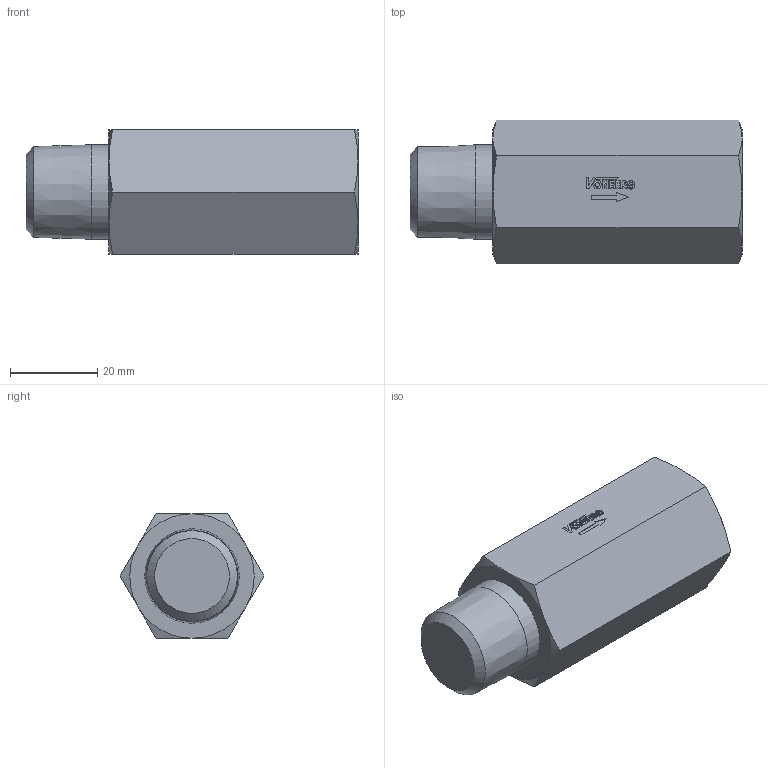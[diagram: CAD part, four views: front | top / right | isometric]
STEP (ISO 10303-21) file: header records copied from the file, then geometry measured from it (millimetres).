
FILE_DESCRIPTION((''),'2;1');
FILE_NAME('10301-504.stp','2015-01-02T14:19:07',('jml'),(''),'Autodesk Inventor 2010','Autodesk Inventor 2010','');
FILE_SCHEMA(('AUTOMOTIVE_DESIGN { 1 0 10303 214 1 1 1 1 }'));
Length unit declared in the file: inch
Products named in the file (1): 10301-504
Bounding box: 76.2 x 33 x 28.57 mm (x, y, z)
Volume: 40955.5 mm3; surface area: 9503.6 mm2
Topology: 1 solids, 1 shells, 125 faces, 309 edges, 201 vertices
Faces by surface type: plane 93, cylinder 16, cone 16
Full cylindrical faces by diameter (mm): 1.044 x1, 21.666 x1
Entity records: 3734 total; most frequent: CARTESIAN_POINT 678, ORIENTED_EDGE 606, DIRECTION 580, EDGE_CURVE 303, VECTOR 230, LINE 230, VERTEX_POINT 201, AXIS2_PLACEMENT_3D 175
